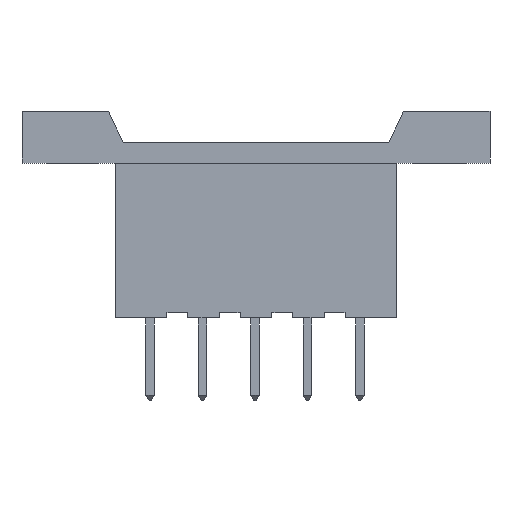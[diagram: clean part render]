
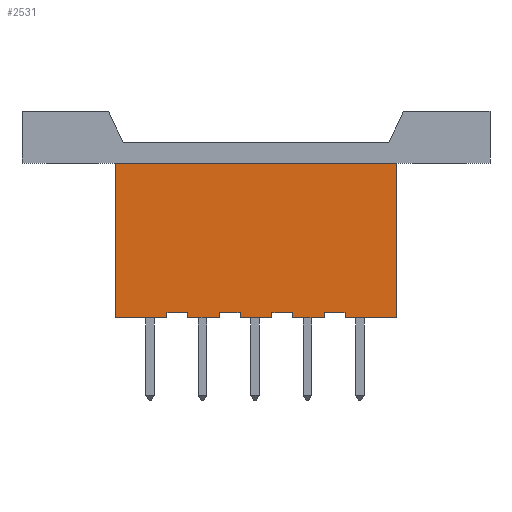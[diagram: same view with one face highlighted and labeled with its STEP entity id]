
A CAD part, front view. The second image highlights one B-rep face of the part: STEP entity #2531.
In plain terms, the highlighted planar face has unit normal (0, -1, 0).
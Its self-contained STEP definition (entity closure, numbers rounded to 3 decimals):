
#2368=AXIS2_PLACEMENT_3D('Plane Axis2P3D',#2365,#2366,#2367) ;
#302=CARTESIAN_POINT('Vertex',(9.02,1.727,23.)) ;
#305=CARTESIAN_POINT('Line Origine',(22.66,1.727,23.)) ;
#309=CARTESIAN_POINT('Vertex',(36.3,1.727,23.)) ;
#738=CARTESIAN_POINT('Vertex',(14.04,1.727,8.5)) ;
#743=CARTESIAN_POINT('Line Origine',(14.04,1.727,8.25)) ;
#747=CARTESIAN_POINT('Vertex',(14.04,1.727,8.)) ;
#782=CARTESIAN_POINT('Line Origine',(11.53,1.727,8.)) ;
#786=CARTESIAN_POINT('Vertex',(9.02,1.727,8.)) ;
#2365=CARTESIAN_POINT('Axis2P3D Location',(14.099,1.727,23.)) ;
#2370=CARTESIAN_POINT('Line Origine',(36.3,1.727,15.5)) ;
#2374=CARTESIAN_POINT('Vertex',(36.3,1.727,8.)) ;
#2377=CARTESIAN_POINT('Line Origine',(9.02,1.727,15.5)) ;
#2382=CARTESIAN_POINT('Line Origine',(14.54,1.727,8.5)) ;
#2386=CARTESIAN_POINT('Vertex',(15.04,1.727,8.5)) ;
#2389=CARTESIAN_POINT('Line Origine',(15.54,1.727,8.5)) ;
#2393=CARTESIAN_POINT('Vertex',(16.04,1.727,8.5)) ;
#2396=CARTESIAN_POINT('Line Origine',(16.04,1.727,8.25)) ;
#2400=CARTESIAN_POINT('Vertex',(16.04,1.727,8.)) ;
#2403=CARTESIAN_POINT('Line Origine',(17.58,1.727,8.)) ;
#2407=CARTESIAN_POINT('Vertex',(19.12,1.727,8.)) ;
#2410=CARTESIAN_POINT('Line Origine',(19.12,1.727,8.25)) ;
#2414=CARTESIAN_POINT('Vertex',(19.12,1.727,8.5)) ;
#2417=CARTESIAN_POINT('Line Origine',(19.62,1.727,8.5)) ;
#2421=CARTESIAN_POINT('Vertex',(20.12,1.727,8.5)) ;
#2424=CARTESIAN_POINT('Line Origine',(20.62,1.727,8.5)) ;
#2428=CARTESIAN_POINT('Vertex',(21.12,1.727,8.5)) ;
#2431=CARTESIAN_POINT('Line Origine',(21.12,1.727,8.25)) ;
#2435=CARTESIAN_POINT('Vertex',(21.12,1.727,8.)) ;
#2438=CARTESIAN_POINT('Line Origine',(22.66,1.727,8.)) ;
#2442=CARTESIAN_POINT('Vertex',(24.2,1.727,8.)) ;
#2445=CARTESIAN_POINT('Line Origine',(24.2,1.727,8.25)) ;
#2449=CARTESIAN_POINT('Vertex',(24.2,1.727,8.5)) ;
#2452=CARTESIAN_POINT('Line Origine',(24.7,1.727,8.5)) ;
#2456=CARTESIAN_POINT('Vertex',(25.2,1.727,8.5)) ;
#2459=CARTESIAN_POINT('Line Origine',(25.7,1.727,8.5)) ;
#2463=CARTESIAN_POINT('Vertex',(26.2,1.727,8.5)) ;
#2466=CARTESIAN_POINT('Line Origine',(26.2,1.727,8.25)) ;
#2470=CARTESIAN_POINT('Vertex',(26.2,1.727,8.)) ;
#2473=CARTESIAN_POINT('Line Origine',(27.74,1.727,8.)) ;
#2477=CARTESIAN_POINT('Vertex',(29.28,1.727,8.)) ;
#2480=CARTESIAN_POINT('Line Origine',(29.28,1.727,8.25)) ;
#2484=CARTESIAN_POINT('Vertex',(29.28,1.727,8.5)) ;
#2487=CARTESIAN_POINT('Line Origine',(30.28,1.727,8.5)) ;
#2491=CARTESIAN_POINT('Vertex',(31.28,1.727,8.5)) ;
#2494=CARTESIAN_POINT('Line Origine',(31.28,1.727,8.25)) ;
#2498=CARTESIAN_POINT('Vertex',(31.28,1.727,8.)) ;
#2501=CARTESIAN_POINT('Line Origine',(33.79,1.727,8.)) ;
#306=DIRECTION('Vector Direction',(-1.,0.,0.)) ;
#744=DIRECTION('Vector Direction',(0.,0.,-1.)) ;
#783=DIRECTION('Vector Direction',(1.,0.,0.)) ;
#2366=DIRECTION('Axis2P3D Direction',(-0.,1.,0.)) ;
#2367=DIRECTION('Axis2P3D XDirection',(1.,0.,0.)) ;
#2371=DIRECTION('Vector Direction',(0.,0.,-1.)) ;
#2378=DIRECTION('Vector Direction',(0.,0.,-1.)) ;
#2383=DIRECTION('Vector Direction',(1.,0.,0.)) ;
#2390=DIRECTION('Vector Direction',(1.,0.,0.)) ;
#2397=DIRECTION('Vector Direction',(0.,0.,-1.)) ;
#2404=DIRECTION('Vector Direction',(1.,0.,0.)) ;
#2411=DIRECTION('Vector Direction',(0.,0.,-1.)) ;
#2418=DIRECTION('Vector Direction',(1.,0.,0.)) ;
#2425=DIRECTION('Vector Direction',(1.,0.,0.)) ;
#2432=DIRECTION('Vector Direction',(0.,0.,-1.)) ;
#2439=DIRECTION('Vector Direction',(1.,0.,0.)) ;
#2446=DIRECTION('Vector Direction',(0.,0.,-1.)) ;
#2453=DIRECTION('Vector Direction',(1.,0.,0.)) ;
#2460=DIRECTION('Vector Direction',(1.,0.,0.)) ;
#2467=DIRECTION('Vector Direction',(0.,0.,-1.)) ;
#2474=DIRECTION('Vector Direction',(1.,0.,0.)) ;
#2481=DIRECTION('Vector Direction',(0.,0.,-1.)) ;
#2488=DIRECTION('Vector Direction',(1.,0.,0.)) ;
#2495=DIRECTION('Vector Direction',(0.,0.,-1.)) ;
#2502=DIRECTION('Vector Direction',(-1.,0.,0.)) ;
#307=VECTOR('Line Direction',#306,1.) ;
#745=VECTOR('Line Direction',#744,1.) ;
#784=VECTOR('Line Direction',#783,1.) ;
#2372=VECTOR('Line Direction',#2371,1.) ;
#2379=VECTOR('Line Direction',#2378,1.) ;
#2384=VECTOR('Line Direction',#2383,1.) ;
#2391=VECTOR('Line Direction',#2390,1.) ;
#2398=VECTOR('Line Direction',#2397,1.) ;
#2405=VECTOR('Line Direction',#2404,1.) ;
#2412=VECTOR('Line Direction',#2411,1.) ;
#2419=VECTOR('Line Direction',#2418,1.) ;
#2426=VECTOR('Line Direction',#2425,1.) ;
#2433=VECTOR('Line Direction',#2432,1.) ;
#2440=VECTOR('Line Direction',#2439,1.) ;
#2447=VECTOR('Line Direction',#2446,1.) ;
#2454=VECTOR('Line Direction',#2453,1.) ;
#2461=VECTOR('Line Direction',#2460,1.) ;
#2468=VECTOR('Line Direction',#2467,1.) ;
#2475=VECTOR('Line Direction',#2474,1.) ;
#2482=VECTOR('Line Direction',#2481,1.) ;
#2489=VECTOR('Line Direction',#2488,1.) ;
#2496=VECTOR('Line Direction',#2495,1.) ;
#2503=VECTOR('Line Direction',#2502,1.) ;
#2507=ORIENTED_EDGE('',*,*,#2376,.F.) ;
#2508=ORIENTED_EDGE('',*,*,#311,.T.) ;
#2509=ORIENTED_EDGE('',*,*,#2381,.T.) ;
#2510=ORIENTED_EDGE('',*,*,#788,.T.) ;
#2511=ORIENTED_EDGE('',*,*,#749,.T.) ;
#2512=ORIENTED_EDGE('',*,*,#2388,.T.) ;
#2513=ORIENTED_EDGE('',*,*,#2395,.T.) ;
#2514=ORIENTED_EDGE('',*,*,#2402,.T.) ;
#2515=ORIENTED_EDGE('',*,*,#2409,.T.) ;
#2516=ORIENTED_EDGE('',*,*,#2416,.T.) ;
#2517=ORIENTED_EDGE('',*,*,#2423,.T.) ;
#2518=ORIENTED_EDGE('',*,*,#2430,.T.) ;
#2519=ORIENTED_EDGE('',*,*,#2437,.T.) ;
#2520=ORIENTED_EDGE('',*,*,#2444,.T.) ;
#2521=ORIENTED_EDGE('',*,*,#2451,.T.) ;
#2522=ORIENTED_EDGE('',*,*,#2458,.T.) ;
#2523=ORIENTED_EDGE('',*,*,#2465,.T.) ;
#2524=ORIENTED_EDGE('',*,*,#2472,.T.) ;
#2525=ORIENTED_EDGE('',*,*,#2479,.T.) ;
#2526=ORIENTED_EDGE('',*,*,#2486,.T.) ;
#2527=ORIENTED_EDGE('',*,*,#2493,.T.) ;
#2528=ORIENTED_EDGE('',*,*,#2500,.T.) ;
#2529=ORIENTED_EDGE('',*,*,#2505,.F.) ;
#2531=ADVANCED_FACE('model',(#2530),#2369,.F.) ;
#311=EDGE_CURVE('',#310,#303,#308,.T.) ;
#749=EDGE_CURVE('',#748,#739,#746,.F.) ;
#788=EDGE_CURVE('',#787,#748,#785,.T.) ;
#2376=EDGE_CURVE('',#310,#2375,#2373,.T.) ;
#2381=EDGE_CURVE('',#303,#787,#2380,.T.) ;
#2388=EDGE_CURVE('',#739,#2387,#2385,.T.) ;
#2395=EDGE_CURVE('',#2387,#2394,#2392,.T.) ;
#2402=EDGE_CURVE('',#2394,#2401,#2399,.T.) ;
#2409=EDGE_CURVE('',#2401,#2408,#2406,.T.) ;
#2416=EDGE_CURVE('',#2408,#2415,#2413,.F.) ;
#2423=EDGE_CURVE('',#2415,#2422,#2420,.T.) ;
#2430=EDGE_CURVE('',#2422,#2429,#2427,.T.) ;
#2437=EDGE_CURVE('',#2429,#2436,#2434,.T.) ;
#2444=EDGE_CURVE('',#2436,#2443,#2441,.T.) ;
#2451=EDGE_CURVE('',#2443,#2450,#2448,.F.) ;
#2458=EDGE_CURVE('',#2450,#2457,#2455,.T.) ;
#2465=EDGE_CURVE('',#2457,#2464,#2462,.T.) ;
#2472=EDGE_CURVE('',#2464,#2471,#2469,.T.) ;
#2479=EDGE_CURVE('',#2471,#2478,#2476,.T.) ;
#2486=EDGE_CURVE('',#2478,#2485,#2483,.F.) ;
#2493=EDGE_CURVE('',#2485,#2492,#2490,.T.) ;
#2500=EDGE_CURVE('',#2492,#2499,#2497,.T.) ;
#2505=EDGE_CURVE('',#2375,#2499,#2504,.T.) ;
#2506=EDGE_LOOP('',(#2507,#2508,#2509,#2510,#2511,#2512,#2513,#2514,#2515,#2516,#2517,#2518,#2519,#2520,#2521,#2522,#2523,#2524,#2525,#2526,#2527,#2528,#2529)) ;
#2530=FACE_OUTER_BOUND('',#2506,.T.) ;
#308=LINE('Line',#305,#307) ;
#746=LINE('Line',#743,#745) ;
#785=LINE('Line',#782,#784) ;
#2373=LINE('Line',#2370,#2372) ;
#2380=LINE('Line',#2377,#2379) ;
#2385=LINE('Line',#2382,#2384) ;
#2392=LINE('Line',#2389,#2391) ;
#2399=LINE('Line',#2396,#2398) ;
#2406=LINE('Line',#2403,#2405) ;
#2413=LINE('Line',#2410,#2412) ;
#2420=LINE('Line',#2417,#2419) ;
#2427=LINE('Line',#2424,#2426) ;
#2434=LINE('Line',#2431,#2433) ;
#2441=LINE('Line',#2438,#2440) ;
#2448=LINE('Line',#2445,#2447) ;
#2455=LINE('Line',#2452,#2454) ;
#2462=LINE('Line',#2459,#2461) ;
#2469=LINE('Line',#2466,#2468) ;
#2476=LINE('Line',#2473,#2475) ;
#2483=LINE('Line',#2480,#2482) ;
#2490=LINE('Line',#2487,#2489) ;
#2497=LINE('Line',#2494,#2496) ;
#2504=LINE('Line',#2501,#2503) ;
#2369=PLANE('',#2368) ;
#303=VERTEX_POINT('',#302) ;
#310=VERTEX_POINT('',#309) ;
#739=VERTEX_POINT('',#738) ;
#748=VERTEX_POINT('',#747) ;
#787=VERTEX_POINT('',#786) ;
#2375=VERTEX_POINT('',#2374) ;
#2387=VERTEX_POINT('',#2386) ;
#2394=VERTEX_POINT('',#2393) ;
#2401=VERTEX_POINT('',#2400) ;
#2408=VERTEX_POINT('',#2407) ;
#2415=VERTEX_POINT('',#2414) ;
#2422=VERTEX_POINT('',#2421) ;
#2429=VERTEX_POINT('',#2428) ;
#2436=VERTEX_POINT('',#2435) ;
#2443=VERTEX_POINT('',#2442) ;
#2450=VERTEX_POINT('',#2449) ;
#2457=VERTEX_POINT('',#2456) ;
#2464=VERTEX_POINT('',#2463) ;
#2471=VERTEX_POINT('',#2470) ;
#2478=VERTEX_POINT('',#2477) ;
#2485=VERTEX_POINT('',#2484) ;
#2492=VERTEX_POINT('',#2491) ;
#2499=VERTEX_POINT('',#2498) ;
